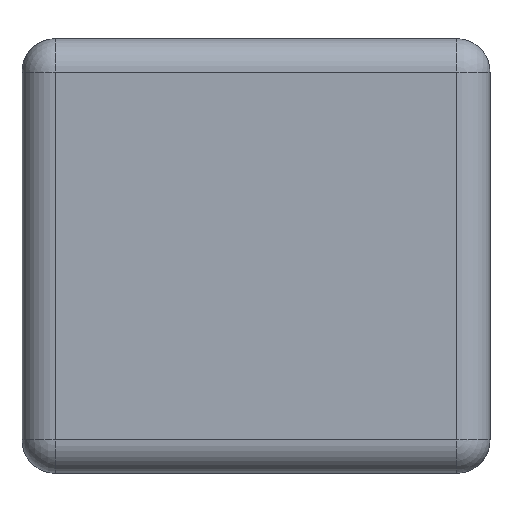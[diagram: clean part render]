
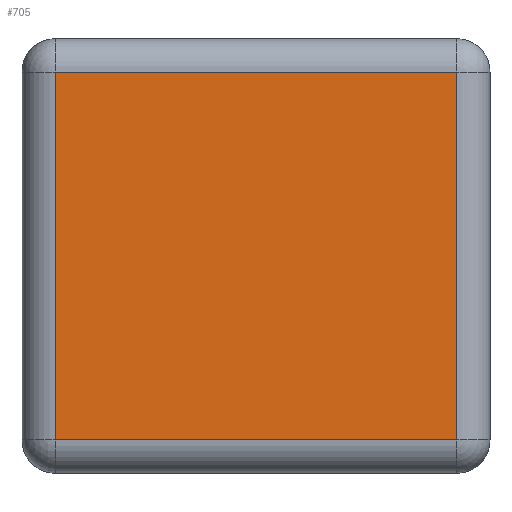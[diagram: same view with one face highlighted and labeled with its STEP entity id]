
A CAD part, left-side view. The second image highlights one B-rep face of the part: STEP entity #705.
In plain terms, the highlighted planar face has unit normal (-1, 0, 0).
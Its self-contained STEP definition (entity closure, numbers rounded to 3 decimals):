
#51 = CARTESIAN_POINT ( 'NONE',  ( -1.1, -0.6, 0.1 ) ) ;
#78 = EDGE_CURVE ( 'NONE', #123, #1240, #234, .T. ) ;
#122 = DIRECTION ( 'NONE',  ( 0., 0., 1. ) ) ;
#123 = VERTEX_POINT ( 'NONE', #51 ) ;
#141 = CARTESIAN_POINT ( 'NONE',  ( -1.1, -0.7, 0. ) ) ;
#149 = CARTESIAN_POINT ( 'NONE',  ( -1.1, 0.6, 0.1 ) ) ;
#150 = ORIENTED_EDGE ( 'NONE', *, *, #78, .T. ) ;
#209 = EDGE_CURVE ( 'NONE', #587, #1191, #287, .T. ) ;
#234 = LINE ( 'NONE', #1149, #1062 ) ;
#286 = CARTESIAN_POINT ( 'NONE',  ( -1.1, 0.6, 1.2 ) ) ;
#287 = LINE ( 'NONE', #149, #1061 ) ;
#365 = EDGE_CURVE ( 'NONE', #1240, #1191, #429, .T. ) ;
#390 = VECTOR ( 'NONE', #1328, 1000. ) ;
#429 = LINE ( 'NONE', #779, #390 ) ;
#491 = PLANE ( 'NONE',  #922 ) ;
#543 = VECTOR ( 'NONE', #1108, 1000. ) ;
#556 = ORIENTED_EDGE ( 'NONE', *, *, #209, .F. ) ;
#587 = VERTEX_POINT ( 'NONE', #786 ) ;
#705 = ADVANCED_FACE ( 'NONE', ( #1386 ), #491, .T. ) ;
#779 = CARTESIAN_POINT ( 'NONE',  ( -1.1, -0.6, 1.2 ) ) ;
#786 = CARTESIAN_POINT ( 'NONE',  ( -1.1, 0.6, 0.1 ) ) ;
#864 = CARTESIAN_POINT ( 'NONE',  ( -1.1, -0.6, 1.2 ) ) ;
#869 = LINE ( 'NONE', #1215, #543 ) ;
#891 = EDGE_CURVE ( 'NONE', #123, #587, #869, .T. ) ;
#922 = AXIS2_PLACEMENT_3D ( 'NONE', #141, #925, #1146 ) ;
#925 = DIRECTION ( 'NONE',  ( -1., 0., 0. ) ) ;
#1061 = VECTOR ( 'NONE', #1194, 1000. ) ;
#1062 = VECTOR ( 'NONE', #122, 1000. ) ;
#1073 = EDGE_LOOP ( 'NONE', ( #1110, #150, #1266, #556 ) ) ;
#1108 = DIRECTION ( 'NONE',  ( 0., 1., 0. ) ) ;
#1110 = ORIENTED_EDGE ( 'NONE', *, *, #891, .F. ) ;
#1146 = DIRECTION ( 'NONE',  ( 0., 0., 1. ) ) ;
#1149 = CARTESIAN_POINT ( 'NONE',  ( -1.1, -0.6, 0.1 ) ) ;
#1191 = VERTEX_POINT ( 'NONE', #286 ) ;
#1194 = DIRECTION ( 'NONE',  ( 0., 0., 1. ) ) ;
#1215 = CARTESIAN_POINT ( 'NONE',  ( -1.1, -0.6, 0.1 ) ) ;
#1240 = VERTEX_POINT ( 'NONE', #864 ) ;
#1266 = ORIENTED_EDGE ( 'NONE', *, *, #365, .T. ) ;
#1328 = DIRECTION ( 'NONE',  ( 0., 1., 0. ) ) ;
#1386 = FACE_OUTER_BOUND ( 'NONE', #1073, .T. ) ;
